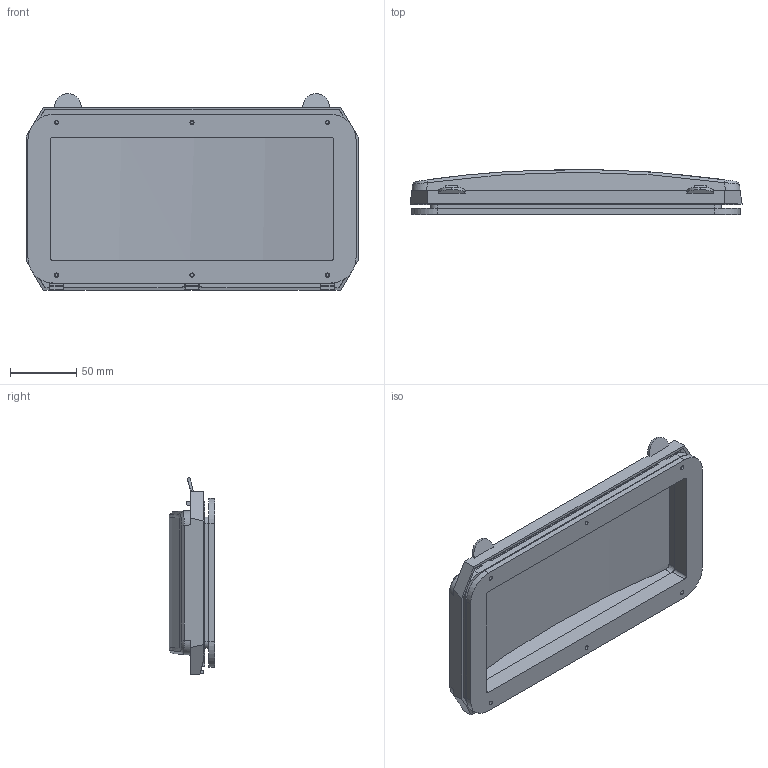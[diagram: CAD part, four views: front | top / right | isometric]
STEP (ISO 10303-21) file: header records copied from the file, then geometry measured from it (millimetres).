
FILE_DESCRIPTION (( 'STEP AP203' ), '1' );
FILE_NAME ('L12II_Default.step', '2025-08-29T17:47:09', ( 'Windows User' ), ( 'AUTOMATION DIRECT' ), 'SwSTEP 2.0', 'SolidWorks 2024', '' );
FILE_SCHEMA (( 'CONFIG_CONTROL_DESIGN' ));
Length unit declared in the file: inch
Products named in the file (1): L12II_Default
Bounding box: 250 x 34.02 x 148.18 mm (x, y, z)
Volume: 239256.6 mm3; surface area: 153719.4 mm2
Topology: 2 solids, 2 shells, 237 faces, 667 edges, 432 vertices
Faces by surface type: plane 135, cylinder 84, cone 8, bspline 6, torus 4
Entity records: 8202 total; most frequent: CARTESIAN_POINT 1893, ORIENTED_EDGE 1334, DIRECTION 1265, EDGE_CURVE 667, LINE 457, VECTOR 457, VERTEX_POINT 432, AXIS2_PLACEMENT_3D 404
